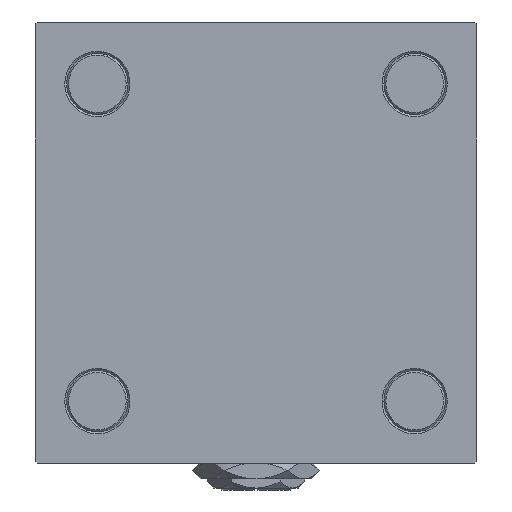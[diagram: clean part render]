
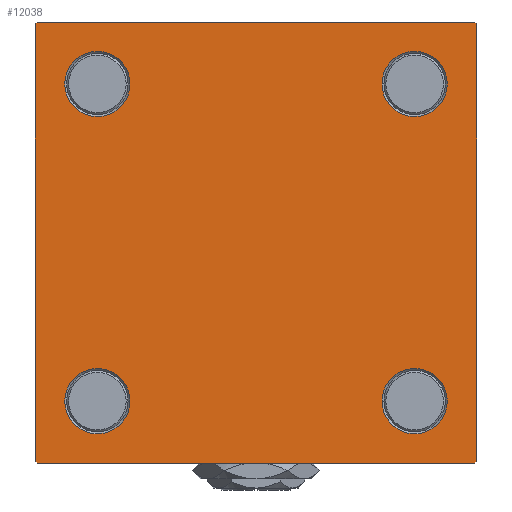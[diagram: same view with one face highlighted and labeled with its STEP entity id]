
A CAD part, left-side view. The second image highlights one B-rep face of the part: STEP entity #12038.
In plain terms, the highlighted planar face has unit normal (-1, 0, 0).
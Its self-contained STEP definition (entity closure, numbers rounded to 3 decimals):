
#571 = DIRECTION ( 'NONE',  ( -1., 0., 0. ) ) ;
#851 = VERTEX_POINT ( 'NONE', #28128 ) ;
#1618 = VERTEX_POINT ( 'NONE', #41159 ) ;
#1759 = CIRCLE ( 'NONE', #8543, 8.5 ) ;
#2063 = AXIS2_PLACEMENT_3D ( 'NONE', #14304, #46349, #10320 ) ;
#2157 = DIRECTION ( 'NONE',  ( 0., 0., -1. ) ) ;
#3499 = DIRECTION ( 'NONE',  ( 0., -0.707, 0.707 ) ) ;
#4085 = EDGE_CURVE ( 'NONE', #30095, #10280, #43797, .T. ) ;
#4202 = EDGE_CURVE ( 'NONE', #26562, #52417, #4338, .T. ) ;
#4338 = CIRCLE ( 'NONE', #14552, 8.5 ) ;
#4616 = CARTESIAN_POINT ( 'NONE',  ( 0., 41.35, 49.85 ) ) ;
#5415 = EDGE_CURVE ( 'NONE', #50776, #49069, #39946, .T. ) ;
#6608 = DIRECTION ( 'NONE',  ( 1., 0., 0. ) ) ;
#6832 = VECTOR ( 'NONE', #22206, 1000. ) ;
#6915 = ORIENTED_EDGE ( 'NONE', *, *, #39663, .F. ) ;
#7115 = EDGE_CURVE ( 'NONE', #851, #24538, #1759, .T. ) ;
#7490 = CARTESIAN_POINT ( 'NONE',  ( 0., -57.25, -57.25 ) ) ;
#7551 = VECTOR ( 'NONE', #40795, 1000. ) ;
#7684 = CARTESIAN_POINT ( 'NONE',  ( 0., 41.35, 41.35 ) ) ;
#7841 = CARTESIAN_POINT ( 'NONE',  ( 0., -57.5, 57. ) ) ;
#8543 = AXIS2_PLACEMENT_3D ( 'NONE', #21362, #33550, #45998 ) ;
#9057 = CARTESIAN_POINT ( 'NONE',  ( 0., 41.35, -41.35 ) ) ;
#9342 = DIRECTION ( 'NONE',  ( 0., 0., 1. ) ) ;
#9550 = EDGE_LOOP ( 'NONE', ( #18342, #47018 ) ) ;
#9738 = CIRCLE ( 'NONE', #2063, 8.5 ) ;
#9980 = CARTESIAN_POINT ( 'NONE',  ( 0., 41.35, -32.85 ) ) ;
#10280 = VERTEX_POINT ( 'NONE', #20375 ) ;
#10320 = DIRECTION ( 'NONE',  ( 0., 0., 1. ) ) ;
#11248 = ORIENTED_EDGE ( 'NONE', *, *, #20202, .T. ) ;
#11854 = EDGE_LOOP ( 'NONE', ( #47383, #21861 ) ) ;
#12038 = ADVANCED_FACE ( 'NONE', ( #21789, #25238, #49338, #36890, #50134 ), #17566, .T. ) ;
#12420 = DIRECTION ( 'NONE',  ( 0., -1., 0. ) ) ;
#12525 = EDGE_CURVE ( 'NONE', #21473, #30095, #48696, .T. ) ;
#12900 = VECTOR ( 'NONE', #13666, 1000. ) ;
#13601 = CARTESIAN_POINT ( 'NONE',  ( 0., 57.5, 57.5 ) ) ;
#13638 = CARTESIAN_POINT ( 'NONE',  ( 0., -41.35, -49.85 ) ) ;
#13666 = DIRECTION ( 'NONE',  ( 0., 0., -1. ) ) ;
#14304 = CARTESIAN_POINT ( 'NONE',  ( 0., -41.35, 41.35 ) ) ;
#14552 = AXIS2_PLACEMENT_3D ( 'NONE', #9057, #25214, #21767 ) ;
#14757 = CARTESIAN_POINT ( 'NONE',  ( 0., 57.5, -57. ) ) ;
#14826 = CARTESIAN_POINT ( 'NONE',  ( 0., -57., 57.5 ) ) ;
#14856 = CARTESIAN_POINT ( 'NONE',  ( 0., 41.35, 32.85 ) ) ;
#15376 = ORIENTED_EDGE ( 'NONE', *, *, #28653, .T. ) ;
#15540 = VECTOR ( 'NONE', #12420, 1000. ) ;
#15678 = CARTESIAN_POINT ( 'NONE',  ( 0., 57.25, -57.25 ) ) ;
#15864 = CIRCLE ( 'NONE', #20079, 8.5 ) ;
#16021 = EDGE_CURVE ( 'NONE', #48572, #46171, #9738, .T. ) ;
#16585 = ORIENTED_EDGE ( 'NONE', *, *, #35448, .T. ) ;
#17121 = EDGE_CURVE ( 'NONE', #1618, #47319, #23345, .T. ) ;
#17351 = DIRECTION ( 'NONE',  ( 1., 0., 0. ) ) ;
#17566 = PLANE ( 'NONE',  #20540 ) ;
#18342 = ORIENTED_EDGE ( 'NONE', *, *, #7115, .T. ) ;
#18819 = VERTEX_POINT ( 'NONE', #7841 ) ;
#19797 = EDGE_CURVE ( 'NONE', #47319, #31928, #41660, .T. ) ;
#20079 = AXIS2_PLACEMENT_3D ( 'NONE', #26341, #17351, #26085 ) ;
#20202 = EDGE_CURVE ( 'NONE', #46171, #48572, #30908, .T. ) ;
#20227 = CARTESIAN_POINT ( 'NONE',  ( 0., -41.35, -41.35 ) ) ;
#20375 = CARTESIAN_POINT ( 'NONE',  ( 0., -57.5, -57. ) ) ;
#20540 = AXIS2_PLACEMENT_3D ( 'NONE', #21528, #571, #9342 ) ;
#20545 = LINE ( 'NONE', #49138, #12900 ) ;
#21362 = CARTESIAN_POINT ( 'NONE',  ( 0., -41.35, -41.35 ) ) ;
#21473 = VERTEX_POINT ( 'NONE', #38032 ) ;
#21523 = ORIENTED_EDGE ( 'NONE', *, *, #33493, .T. ) ;
#21528 = CARTESIAN_POINT ( 'NONE',  ( 0., 0., 0. ) ) ;
#21767 = DIRECTION ( 'NONE',  ( 0., 0., 1. ) ) ;
#21789 = FACE_BOUND ( 'NONE', #31587, .T. ) ;
#21861 = ORIENTED_EDGE ( 'NONE', *, *, #5415, .T. ) ;
#22206 = DIRECTION ( 'NONE',  ( 0., -1., 0. ) ) ;
#23275 = VECTOR ( 'NONE', #52210, 1000. ) ;
#23345 = LINE ( 'NONE', #39494, #23275 ) ;
#23591 = DIRECTION ( 'NONE',  ( 1., 0., 0. ) ) ;
#23846 = CIRCLE ( 'NONE', #48407, 8.5 ) ;
#23865 = DIRECTION ( 'NONE',  ( 0., -0.707, -0.707 ) ) ;
#24365 = DIRECTION ( 'NONE',  ( 0., 0., 1. ) ) ;
#24456 = AXIS2_PLACEMENT_3D ( 'NONE', #43949, #47397, #39187 ) ;
#24538 = VERTEX_POINT ( 'NONE', #13638 ) ;
#24848 = CARTESIAN_POINT ( 'NONE',  ( 0., 57.5, -57.5 ) ) ;
#25214 = DIRECTION ( 'NONE',  ( 1., 0., 0. ) ) ;
#25238 = FACE_BOUND ( 'NONE', #9550, .T. ) ;
#26085 = DIRECTION ( 'NONE',  ( 0., 0., 1. ) ) ;
#26188 = LINE ( 'NONE', #41542, #6832 ) ;
#26341 = CARTESIAN_POINT ( 'NONE',  ( 0., 41.35, -41.35 ) ) ;
#26450 = ORIENTED_EDGE ( 'NONE', *, *, #4202, .T. ) ;
#26562 = VERTEX_POINT ( 'NONE', #30230 ) ;
#28128 = CARTESIAN_POINT ( 'NONE',  ( 0., -41.35, -32.85 ) ) ;
#28653 = EDGE_CURVE ( 'NONE', #52417, #26562, #15864, .T. ) ;
#29156 = ORIENTED_EDGE ( 'NONE', *, *, #19797, .T. ) ;
#30006 = ORIENTED_EDGE ( 'NONE', *, *, #16021, .T. ) ;
#30095 = VERTEX_POINT ( 'NONE', #31571 ) ;
#30230 = CARTESIAN_POINT ( 'NONE',  ( 0., 41.35, -49.85 ) ) ;
#30908 = CIRCLE ( 'NONE', #34390, 8.5 ) ;
#31046 = CARTESIAN_POINT ( 'NONE',  ( 0., -41.35, 32.85 ) ) ;
#31571 = CARTESIAN_POINT ( 'NONE',  ( 0., -57., -57.5 ) ) ;
#31587 = EDGE_LOOP ( 'NONE', ( #30006, #11248 ) ) ;
#31928 = VERTEX_POINT ( 'NONE', #14757 ) ;
#32681 = DIRECTION ( 'NONE',  ( 1., 0., 0. ) ) ;
#33493 = EDGE_CURVE ( 'NONE', #31928, #21473, #51963, .T. ) ;
#33550 = DIRECTION ( 'NONE',  ( 1., 0., 0. ) ) ;
#34390 = AXIS2_PLACEMENT_3D ( 'NONE', #35482, #6608, #46890 ) ;
#35448 = EDGE_CURVE ( 'NONE', #18819, #48886, #40537, .T. ) ;
#35482 = CARTESIAN_POINT ( 'NONE',  ( 0., -41.35, 41.35 ) ) ;
#35602 = EDGE_CURVE ( 'NONE', #49069, #50776, #40512, .T. ) ;
#36033 = CARTESIAN_POINT ( 'NONE',  ( 0., -41.35, 49.85 ) ) ;
#36037 = VECTOR ( 'NONE', #2157, 1000. ) ;
#36457 = EDGE_LOOP ( 'NONE', ( #29156, #21523, #52037, #45516, #51576, #16585, #6915, #43906 ) ) ;
#36890 = FACE_BOUND ( 'NONE', #11854, .T. ) ;
#38032 = CARTESIAN_POINT ( 'NONE',  ( 0., 57., -57.5 ) ) ;
#38920 = CARTESIAN_POINT ( 'NONE',  ( 0., 57.5, 57. ) ) ;
#39187 = DIRECTION ( 'NONE',  ( 0., 0., 1. ) ) ;
#39494 = CARTESIAN_POINT ( 'NONE',  ( 0., 57.25, 57.25 ) ) ;
#39663 = EDGE_CURVE ( 'NONE', #1618, #48886, #26188, .T. ) ;
#39946 = CIRCLE ( 'NONE', #43323, 8.5 ) ;
#40512 = CIRCLE ( 'NONE', #24456, 8.5 ) ;
#40537 = LINE ( 'NONE', #49276, #7551 ) ;
#40795 = DIRECTION ( 'NONE',  ( 0., 0.707, 0.707 ) ) ;
#41159 = CARTESIAN_POINT ( 'NONE',  ( 0., 57., 57.5 ) ) ;
#41542 = CARTESIAN_POINT ( 'NONE',  ( 0., 57.5, 57.5 ) ) ;
#41660 = LINE ( 'NONE', #13601, #36037 ) ;
#42167 = EDGE_CURVE ( 'NONE', #24538, #851, #23846, .T. ) ;
#42413 = VECTOR ( 'NONE', #3499, 1000. ) ;
#43323 = AXIS2_PLACEMENT_3D ( 'NONE', #7684, #23591, #24365 ) ;
#43797 = LINE ( 'NONE', #7490, #42413 ) ;
#43906 = ORIENTED_EDGE ( 'NONE', *, *, #17121, .T. ) ;
#43949 = CARTESIAN_POINT ( 'NONE',  ( 0., 41.35, 41.35 ) ) ;
#44119 = EDGE_LOOP ( 'NONE', ( #15376, #26450 ) ) ;
#44695 = VECTOR ( 'NONE', #23865, 1000. ) ;
#44853 = DIRECTION ( 'NONE',  ( 0., 0., 1. ) ) ;
#45516 = ORIENTED_EDGE ( 'NONE', *, *, #4085, .T. ) ;
#45998 = DIRECTION ( 'NONE',  ( 0., 0., 1. ) ) ;
#46171 = VERTEX_POINT ( 'NONE', #31046 ) ;
#46349 = DIRECTION ( 'NONE',  ( 1., 0., 0. ) ) ;
#46537 = EDGE_CURVE ( 'NONE', #18819, #10280, #20545, .T. ) ;
#46890 = DIRECTION ( 'NONE',  ( 0., 0., 1. ) ) ;
#47018 = ORIENTED_EDGE ( 'NONE', *, *, #42167, .T. ) ;
#47319 = VERTEX_POINT ( 'NONE', #38920 ) ;
#47383 = ORIENTED_EDGE ( 'NONE', *, *, #35602, .T. ) ;
#47397 = DIRECTION ( 'NONE',  ( 1., 0., 0. ) ) ;
#48407 = AXIS2_PLACEMENT_3D ( 'NONE', #20227, #32681, #44853 ) ;
#48572 = VERTEX_POINT ( 'NONE', #36033 ) ;
#48696 = LINE ( 'NONE', #24848, #15540 ) ;
#48886 = VERTEX_POINT ( 'NONE', #14826 ) ;
#49069 = VERTEX_POINT ( 'NONE', #4616 ) ;
#49138 = CARTESIAN_POINT ( 'NONE',  ( 0., -57.5, 57.5 ) ) ;
#49276 = CARTESIAN_POINT ( 'NONE',  ( 0., -57.25, 57.25 ) ) ;
#49338 = FACE_BOUND ( 'NONE', #44119, .T. ) ;
#50134 = FACE_OUTER_BOUND ( 'NONE', #36457, .T. ) ;
#50776 = VERTEX_POINT ( 'NONE', #14856 ) ;
#51576 = ORIENTED_EDGE ( 'NONE', *, *, #46537, .F. ) ;
#51963 = LINE ( 'NONE', #15678, #44695 ) ;
#52037 = ORIENTED_EDGE ( 'NONE', *, *, #12525, .T. ) ;
#52210 = DIRECTION ( 'NONE',  ( 0., 0.707, -0.707 ) ) ;
#52417 = VERTEX_POINT ( 'NONE', #9980 ) ;
